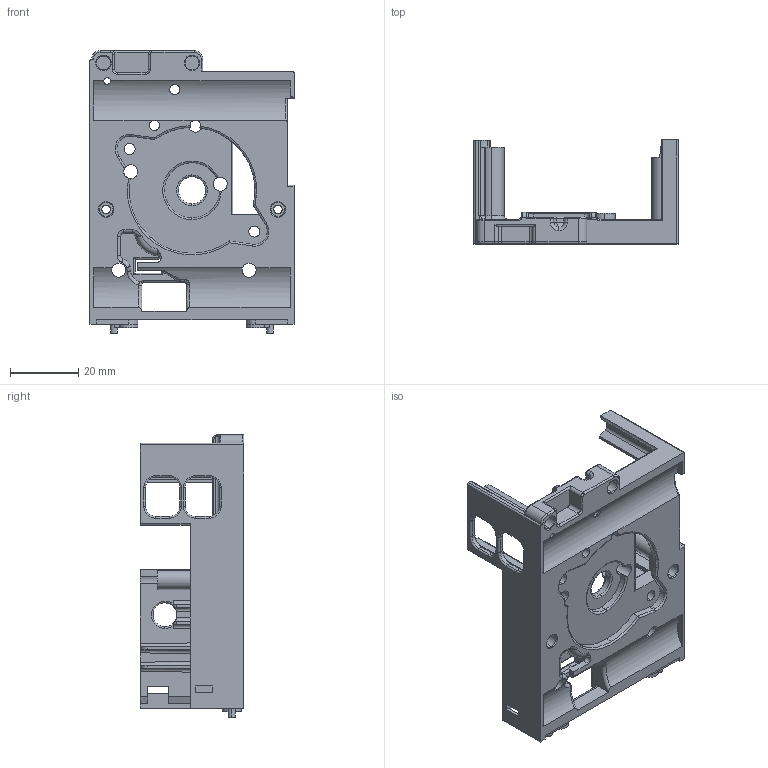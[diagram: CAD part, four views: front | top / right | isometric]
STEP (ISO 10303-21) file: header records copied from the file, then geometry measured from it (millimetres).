
FILE_DESCRIPTION (( 'STEP AP214' ), '1' );
FILE_NAME ('Extruder Head Bambumod 1.8.2.STEP', '2025-08-14T06:31:46', ( '' ), ( '' ), 'SwSTEP 2.0', 'SolidWorks 2024', '' );
FILE_SCHEMA (( 'AUTOMOTIVE_DESIGN' ));
Length unit declared in the file: millimetre
Products named in the file (1): Extruder Head Bambumod 1.8.2
Bounding box: 60 x 30.5 x 83 mm (x, y, z)
Volume: 27089.6 mm3; surface area: 19471.8 mm2
Topology: 1 solids, 1 shells, 630 faces, 1634 edges, 991 vertices
Faces by surface type: cylinder 287, plane 187, torus 89, bspline 27, cone 25, sphere 15
Entity records: 20180 total; most frequent: CARTESIAN_POINT 4858, DIRECTION 3296, ORIENTED_EDGE 3236, EDGE_CURVE 1618, AXIS2_PLACEMENT_3D 1261, VERTEX_POINT 991, VECTOR 774, LINE 774
